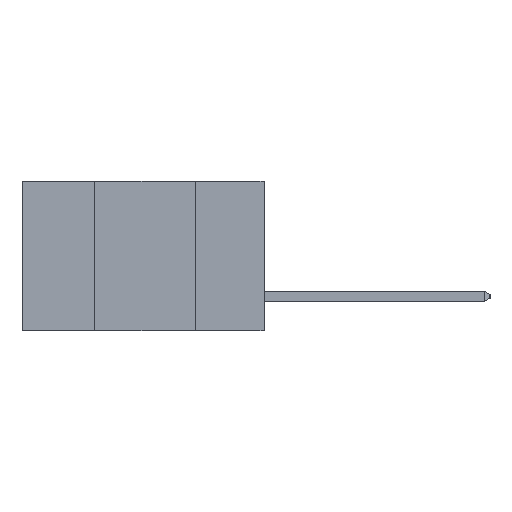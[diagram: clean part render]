
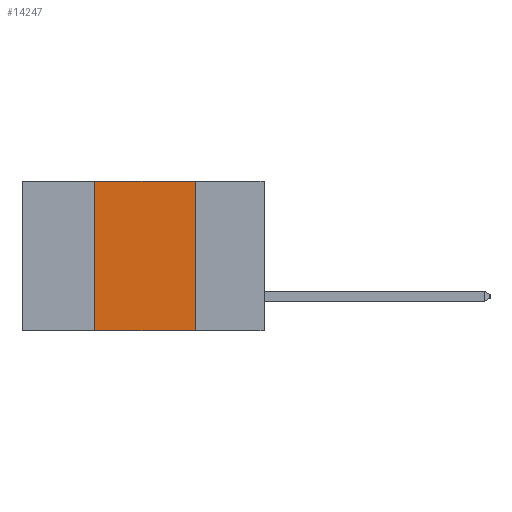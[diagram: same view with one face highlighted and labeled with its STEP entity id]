
A CAD part, left-side view. The second image highlights one B-rep face of the part: STEP entity #14247.
In plain terms, the highlighted planar face has unit normal (-1, 0, 0).
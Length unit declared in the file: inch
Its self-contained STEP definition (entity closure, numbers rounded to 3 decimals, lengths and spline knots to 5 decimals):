
#336 = DIRECTION ( 'NONE',  ( 1., 0., 0. ) ) ;
#818 = CARTESIAN_POINT ( 'NONE',  ( 0., 0.17, 0. ) ) ;
#2029 = CARTESIAN_POINT ( 'NONE',  ( 0., 0.17, -0.37 ) ) ;
#2372 = DIRECTION ( 'NONE',  ( 0., -1., 0. ) ) ;
#3345 = LINE ( 'NONE', #16808, #8040 ) ;
#3578 = VERTEX_POINT ( 'NONE', #818 ) ;
#4612 = VERTEX_POINT ( 'NONE', #9399 ) ;
#4961 = CARTESIAN_POINT ( 'NONE',  ( 0., 0.17, -0.37 ) ) ;
#4999 = DIRECTION ( 'NONE',  ( 0., 0., 1. ) ) ;
#5143 = FACE_OUTER_BOUND ( 'NONE', #9169, .T. ) ;
#5756 = ORIENTED_EDGE ( 'NONE', *, *, #16886, .F. ) ;
#7347 = DIRECTION ( 'NONE',  ( 0., -1., 0. ) ) ;
#8040 = VECTOR ( 'NONE', #7347, 39.37008 ) ;
#8180 = CARTESIAN_POINT ( 'NONE',  ( 0., 0.6, 0. ) ) ;
#9169 = EDGE_LOOP ( 'NONE', ( #5756, #14686, #11952, #17140 ) ) ;
#9399 = CARTESIAN_POINT ( 'NONE',  ( 0., 0.42, -0.37 ) ) ;
#10202 = CARTESIAN_POINT ( 'NONE',  ( 0., 0.6, -0.37 ) ) ;
#10844 = LINE ( 'NONE', #14484, #18684 ) ;
#11348 = DIRECTION ( 'NONE',  ( 0., 0., -1. ) ) ;
#11952 = ORIENTED_EDGE ( 'NONE', *, *, #13725, .F. ) ;
#12572 = VERTEX_POINT ( 'NONE', #19441 ) ;
#12656 = EDGE_CURVE ( 'NONE', #4612, #15591, #17738, .T. ) ;
#13725 = EDGE_CURVE ( 'NONE', #4612, #12572, #10844, .T. ) ;
#14247 = ADVANCED_FACE ( 'NONE', ( #5143 ), #17591, .F. ) ;
#14442 = DIRECTION ( 'NONE',  ( 0., 0., -1. ) ) ;
#14484 = CARTESIAN_POINT ( 'NONE',  ( 0., 0.42, -0.37 ) ) ;
#14541 = VECTOR ( 'NONE', #14442, 39.37008 ) ;
#14686 = ORIENTED_EDGE ( 'NONE', *, *, #15838, .F. ) ;
#15591 = VERTEX_POINT ( 'NONE', #2029 ) ;
#15838 = EDGE_CURVE ( 'NONE', #12572, #3578, #3345, .T. ) ;
#16808 = CARTESIAN_POINT ( 'NONE',  ( 0., 0.6, 0. ) ) ;
#16886 = EDGE_CURVE ( 'NONE', #3578, #15591, #18658, .T. ) ;
#17140 = ORIENTED_EDGE ( 'NONE', *, *, #12656, .T. ) ;
#17267 = VECTOR ( 'NONE', #2372, 39.37008 ) ;
#17591 = PLANE ( 'NONE',  #17760 ) ;
#17738 = LINE ( 'NONE', #10202, #17267 ) ;
#17760 = AXIS2_PLACEMENT_3D ( 'NONE', #8180, #336, #11348 ) ;
#18658 = LINE ( 'NONE', #4961, #14541 ) ;
#18684 = VECTOR ( 'NONE', #4999, 39.37008 ) ;
#19441 = CARTESIAN_POINT ( 'NONE',  ( 0., 0.42, 0. ) ) ;
